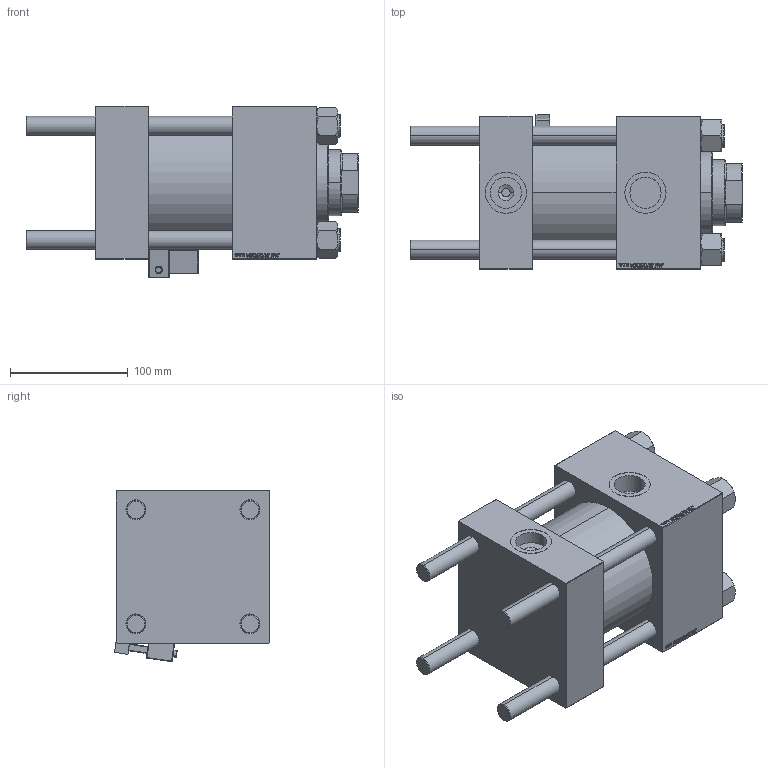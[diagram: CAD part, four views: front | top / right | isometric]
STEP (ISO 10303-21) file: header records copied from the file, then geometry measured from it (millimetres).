
FILE_DESCRIPTION (( 'STEP AP203' ), '1' );
FILE_NAME ('fd55.STEP', '2023-08-22T17:39:09', ( '' ), ( '' ), 'SwSTEP 2.0', 'SolidWorks 2019', '' );
FILE_SCHEMA (( 'CONFIG_CONTROL_DESIGN' ));
Length unit declared in the file: millimetre
Products named in the file (7): fd55; NUT_M5 95d67ca406248f8aefa83e9fa3af0ec0; V215CR_MSU 95d67ca406248f8aefa83e9fa3af0ec0; CR025_012_A_0_G_A_G_M_020_+#_##_TYCINKA 95d67ca406248f8aefa83e9fa3af0ec0; V215CR_BODY_A 95d67ca406248f8aefa83e9fa3af0ec0; V215CR_VCP 95d67ca406248f8aefa83e9fa3af0ec0; V215_VC_A 95d67ca406248f8aefa83e9fa3af0ec0
Assembly tree (12 placements, depth 2):
  fd55
    V215CR_BODY_A 95d67ca406248f8aefa83e9fa3af0ec0
    CR025_012_A_0_G_A_G_M_020_+#_##_TYCINKA 95d67ca406248f8aefa83e9fa3af0ec0  x4
    NUT_M5 95d67ca406248f8aefa83e9fa3af0ec0  x4
    V215CR_VCP 95d67ca406248f8aefa83e9fa3af0ec0
    V215_VC_A 95d67ca406248f8aefa83e9fa3af0ec0
    V215CR_MSU 95d67ca406248f8aefa83e9fa3af0ec0
Bounding box: 282 x 131.61 x 145.49 mm (x, y, z)
Volume: 2575529.4 mm3; surface area: 366819.4 mm2
Topology: 12 solids, 12 shells, 1259 faces, 3185 edges, 2055 vertices
Faces by surface type: plane 597, bspline 392, cone 136, cylinder 108, torus 14, sphere 12
Entity records: 52468 total; most frequent: CARTESIAN_POINT 27433, ORIENTED_EDGE 5610, DIRECTION 3705, EDGE_CURVE 2805, VERTEX_POINT 1833, VECTOR 1703, LINE 1703, EDGE_LOOP 1236
